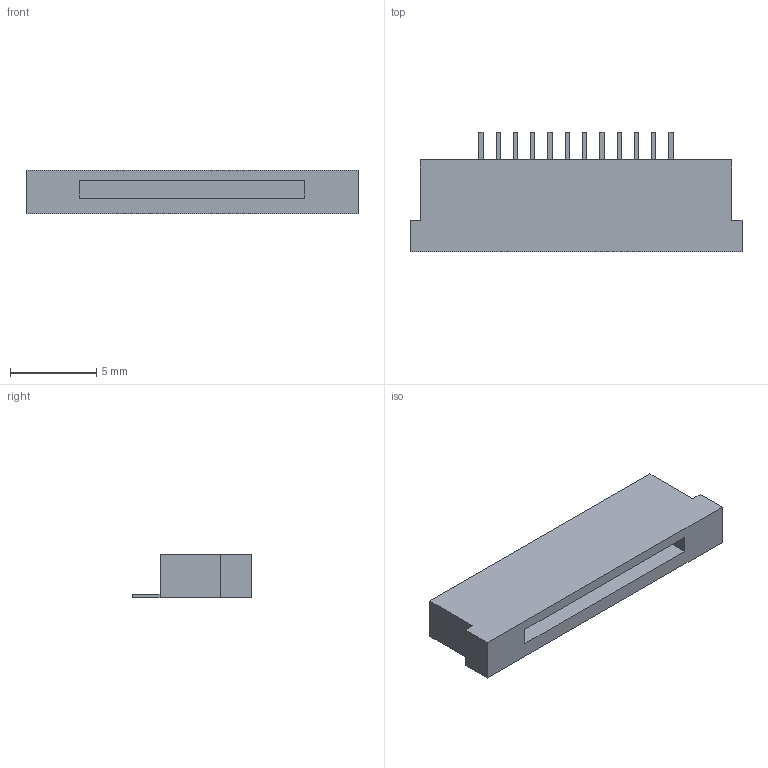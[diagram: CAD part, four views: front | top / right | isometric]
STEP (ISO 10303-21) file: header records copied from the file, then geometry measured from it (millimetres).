
FILE_DESCRIPTION(('FreeCAD Model'),'2;1');
FILE_NAME('Open CASCADE Shape Model','2025-02-20T23:30:36',(''),(''), 'Open CASCADE STEP processor 7.7','FreeCAD','Unknown');
FILE_SCHEMA(('AUTOMOTIVE_DESIGN { 1 0 10303 214 1 1 1 1 }'));
Length unit declared in the file: millimetre
Products named in the file (1): Body
Bounding box: 19.2 x 6.9 x 2.5 mm (x, y, z)
Volume: 205.7 mm3; surface area: 419.2 mm2
Topology: 1 solids, 1 shells, 75 faces, 192 edges, 120 vertices
Faces by surface type: plane 75
Entity records: 2216 total; most frequent: CARTESIAN_POINT 388, ORIENTED_EDGE 384, DIRECTION 344, EDGE_CURVE 192, LINE 192, VECTOR 192, VERTEX_POINT 120, AXIS2_PLACEMENT_3D 76
